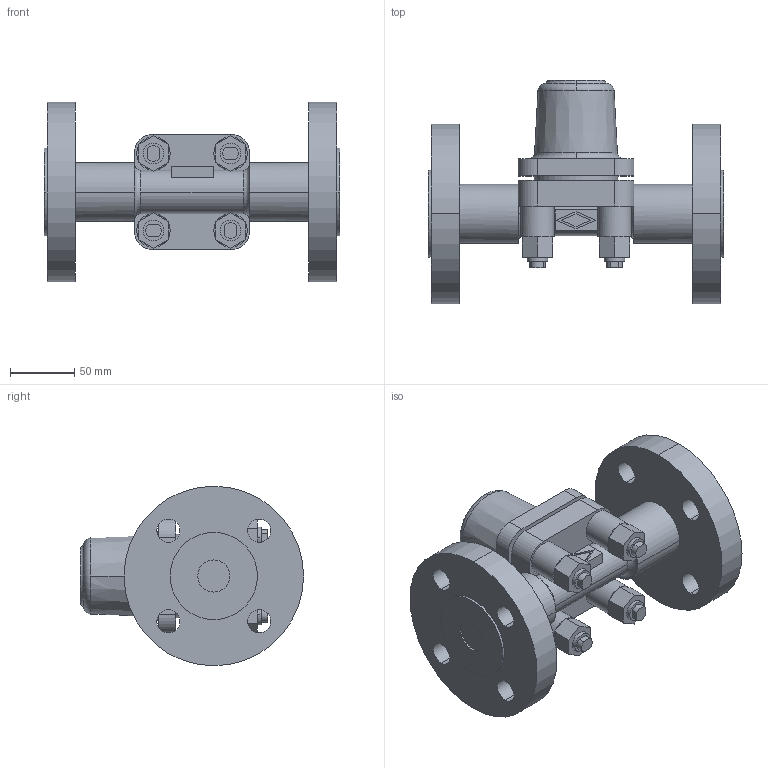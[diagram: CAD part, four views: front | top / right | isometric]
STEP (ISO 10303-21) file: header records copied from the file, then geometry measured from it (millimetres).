
FILE_DESCRIPTION( ( '' ), '1' );
FILE_NAME( 'c000005497.stp', '2014-10-01T06:43:40', ( '' ), ( '' ), ' ', ' ', ' ' );
FILE_SCHEMA( ( 'CONFIG_CONTROL_DESIGN' ) );
Length unit declared in the file: millimetre
Products named in the file (1): 1
Bounding box: 230 x 174 x 140 mm (x, y, z)
Volume: 1405708.6 mm3; surface area: 162705 mm2
Topology: 1 solids, 1 shells, 213 faces, 514 edges, 327 vertices
Faces by surface type: plane 131, cylinder 68, torus 12, cone 2
Entity records: 6375 total; most frequent: DIRECTION 1165, CARTESIAN_POINT 1123, ORIENTED_EDGE 1028, EDGE_CURVE 514, AXIS2_PLACEMENT_3D 441, VERTEX_POINT 327, LINE 283, VECTOR 283
